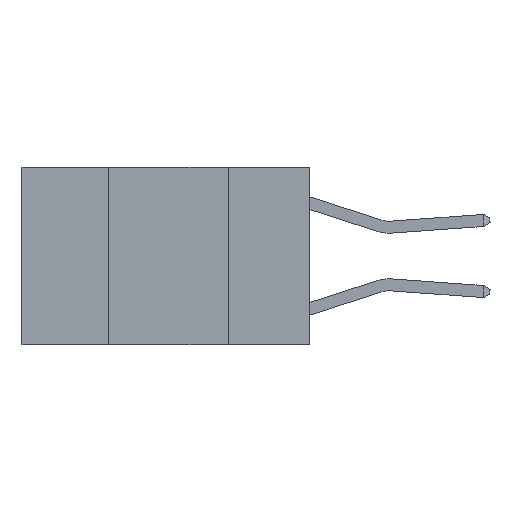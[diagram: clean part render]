
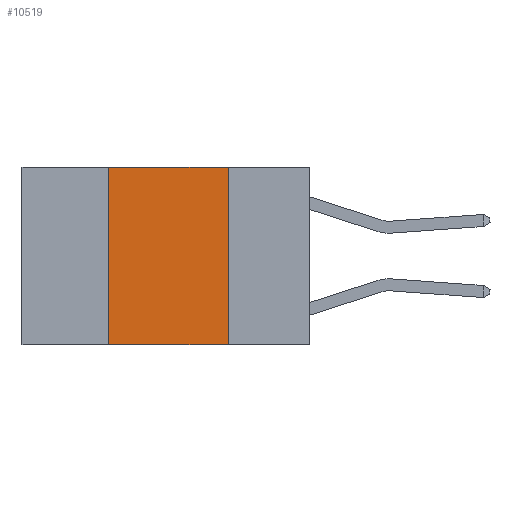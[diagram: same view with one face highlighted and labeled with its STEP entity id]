
A CAD part, left-side view. The second image highlights one B-rep face of the part: STEP entity #10519.
In plain terms, the highlighted planar face has unit normal (-1, 0, 0).
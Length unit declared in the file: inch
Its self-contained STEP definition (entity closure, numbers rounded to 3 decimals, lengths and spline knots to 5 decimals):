
#124 = CARTESIAN_POINT ( 'NONE',  ( 0., 0.42, 0. ) ) ;
#418 = DIRECTION ( 'NONE',  ( 0., 0., -1. ) ) ;
#619 = DIRECTION ( 'NONE',  ( 1., 0., 0. ) ) ;
#1069 = EDGE_LOOP ( 'NONE', ( #15326, #21268, #17438, #20062 ) ) ;
#2220 = DIRECTION ( 'NONE',  ( 0., -1., 0. ) ) ;
#2804 = VECTOR ( 'NONE', #2220, 39.37008 ) ;
#2844 = CARTESIAN_POINT ( 'NONE',  ( 0., 0.17, 0. ) ) ;
#3175 = AXIS2_PLACEMENT_3D ( 'NONE', #21094, #619, #9169 ) ;
#3278 = CARTESIAN_POINT ( 'NONE',  ( 0., 0.42, -0.37 ) ) ;
#3846 = CARTESIAN_POINT ( 'NONE',  ( 0., 0.17, -0.37 ) ) ;
#5861 = EDGE_CURVE ( 'NONE', #19538, #19482, #8498, .T. ) ;
#6456 = DIRECTION ( 'NONE',  ( 0., 0., 1. ) ) ;
#6933 = EDGE_CURVE ( 'NONE', #19482, #10607, #7079, .T. ) ;
#7079 = LINE ( 'NONE', #8736, #19025 ) ;
#8498 = LINE ( 'NONE', #20187, #20405 ) ;
#8736 = CARTESIAN_POINT ( 'NONE',  ( 0., 0.17, 0. ) ) ;
#9169 = DIRECTION ( 'NONE',  ( 0., 0., -1. ) ) ;
#9939 = DIRECTION ( 'NONE',  ( 0., -1., 0. ) ) ;
#10418 = CARTESIAN_POINT ( 'NONE',  ( 0., 0.6, -0.37 ) ) ;
#10519 = ADVANCED_FACE ( 'NONE', ( #14231 ), #15768, .F. ) ;
#10607 = VERTEX_POINT ( 'NONE', #3846 ) ;
#11363 = EDGE_CURVE ( 'NONE', #12449, #19538, #21704, .T. ) ;
#11845 = LINE ( 'NONE', #10418, #2804 ) ;
#12449 = VERTEX_POINT ( 'NONE', #3278 ) ;
#14231 = FACE_OUTER_BOUND ( 'NONE', #1069, .T. ) ;
#15326 = ORIENTED_EDGE ( 'NONE', *, *, #6933, .F. ) ;
#15768 = PLANE ( 'NONE',  #3175 ) ;
#16739 = CARTESIAN_POINT ( 'NONE',  ( 0., 0.42, 0. ) ) ;
#16970 = EDGE_CURVE ( 'NONE', #12449, #10607, #11845, .T. ) ;
#17438 = ORIENTED_EDGE ( 'NONE', *, *, #11363, .F. ) ;
#18050 = VECTOR ( 'NONE', #6456, 39.37008 ) ;
#19025 = VECTOR ( 'NONE', #418, 39.37008 ) ;
#19482 = VERTEX_POINT ( 'NONE', #2844 ) ;
#19538 = VERTEX_POINT ( 'NONE', #16739 ) ;
#20062 = ORIENTED_EDGE ( 'NONE', *, *, #16970, .T. ) ;
#20187 = CARTESIAN_POINT ( 'NONE',  ( 0., 0.6, 0. ) ) ;
#20405 = VECTOR ( 'NONE', #9939, 39.37008 ) ;
#21094 = CARTESIAN_POINT ( 'NONE',  ( 0., 0.6, 0. ) ) ;
#21268 = ORIENTED_EDGE ( 'NONE', *, *, #5861, .F. ) ;
#21704 = LINE ( 'NONE', #124, #18050 ) ;
